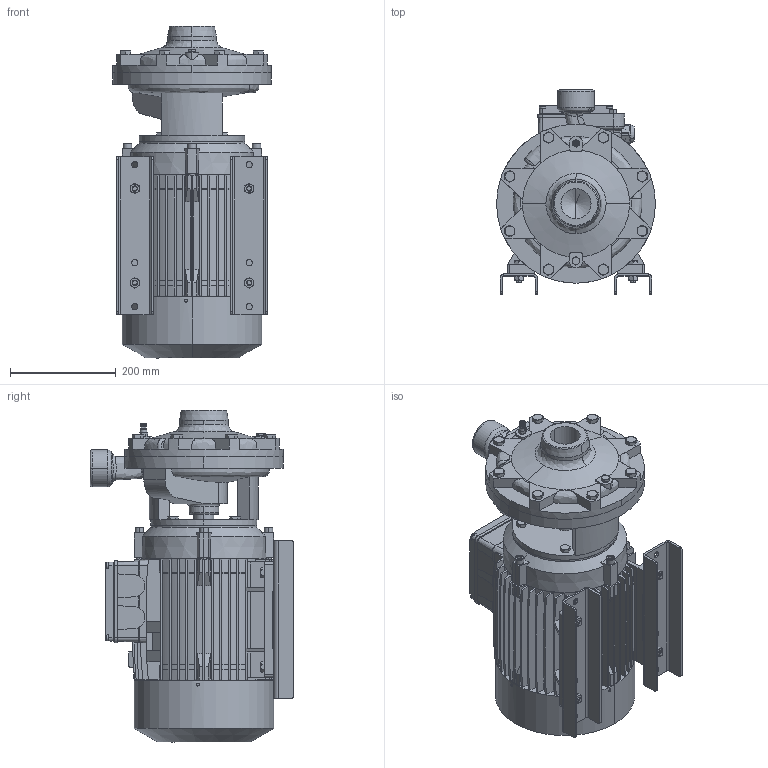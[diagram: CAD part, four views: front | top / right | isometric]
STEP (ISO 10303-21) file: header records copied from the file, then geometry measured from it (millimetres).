
FILE_DESCRIPTION (( 'STEP AP214' ), '1' );
FILE_NAME ('4_93_449_07_REV01.step', '2022-08-04T07:24:59', ( '' ), ( '' ), 'SwSTEP 2.0', 'SolidWorks 2020', '' );
FILE_SCHEMA (( 'AUTOMOTIVE_DESIGN' ));
Length unit declared in the file: millimetre
Products named in the file (2): Copia di 4_93_449_07_REV01^4_93_449_07_REV01; 4_93_449_07_REV01
Assembly tree (1 placements, depth 2):
  4_93_449_07_REV01
    Copia di 4_93_449_07_REV01^4_93_449_07_REV01
Bounding box: 300 x 385 x 627 mm (x, y, z)
Volume: 27861266.7 mm3; surface area: 1885486 mm2
Topology: 43 solids, 43 shells, 3497 faces, 9442 edges, 6154 vertices
Faces by surface type: plane 1478, bspline 1175, cylinder 448, cone 388, sphere 8
Entity records: 383215 total; most frequent: CARTESIAN_POINT 302198, ORIENTED_EDGE 18856, DIRECTION 12941, EDGE_CURVE 9428, VERTEX_POINT 6154, LINE 5625, VECTOR 5625, EDGE_LOOP 3694
